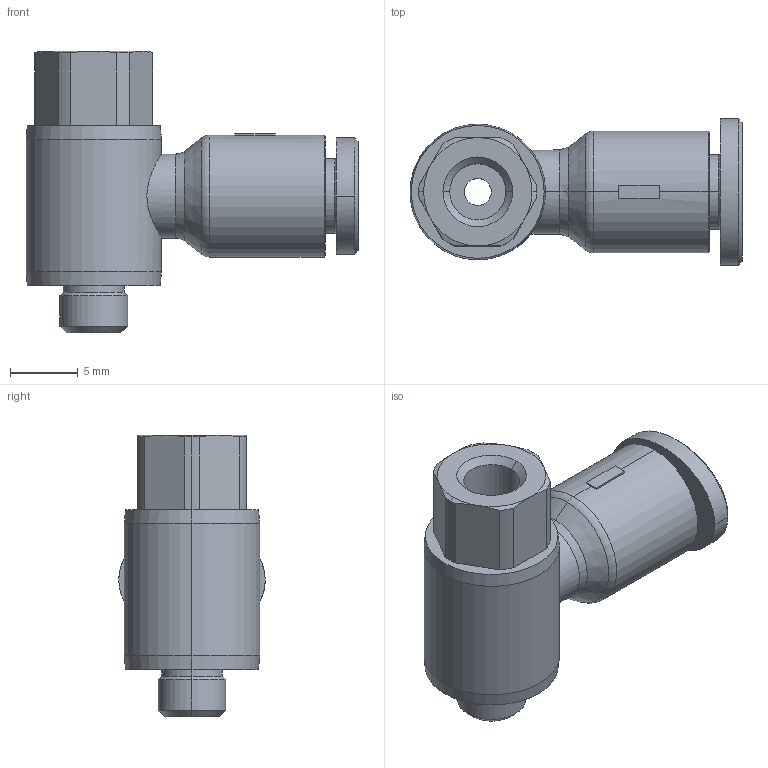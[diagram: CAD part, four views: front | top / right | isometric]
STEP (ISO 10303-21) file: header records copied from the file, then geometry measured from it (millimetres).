
FILE_DESCRIPTION((''),'2;1');
FILE_NAME('GPHF_04M5-M5(3D).stp','2012-12-20T16:35:43',(''),(''),'Mechanical Desktop.R8.0.24.0','Mechanical Desktop.R8.0.24.0',', , ');
FILE_SCHEMA(('CONFIG_CONTROL_DESIGN'));
Length unit declared in the file: millimetre
Products named in the file (2): GPHF_04M5-M5(3D); 睡ヶ1
Assembly tree (1 placements, depth 2):
  GPHF_04M5-M5(3D)
    睡ヶ1
Bounding box: 24.5 x 10.8 x 20.8 mm (x, y, z)
Volume: 1785.4 mm3; surface area: 1622.7 mm2
Topology: 1 solids, 1 shells, 446 faces, 1231 edges, 808 vertices
Faces by surface type: plane 347, cylinder 36, bspline 31, cone 30, torus 2
Entity records: 14835 total; most frequent: CARTESIAN_POINT 3370, ORIENTED_EDGE 2462, DIRECTION 2208, EDGE_CURVE 1231, VECTOR 1048, LINE 1048, VERTEX_POINT 808, AXIS2_PLACEMENT_3D 580
